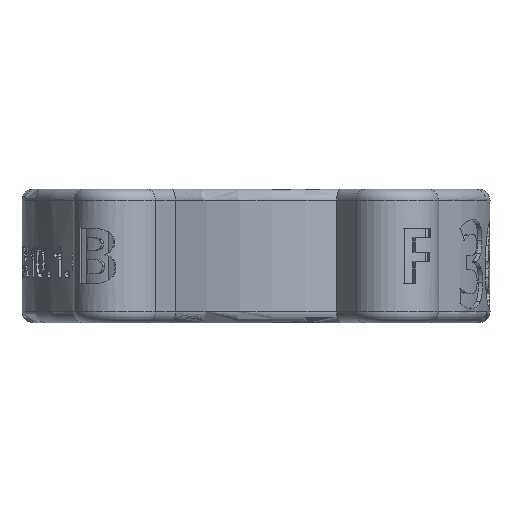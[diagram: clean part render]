
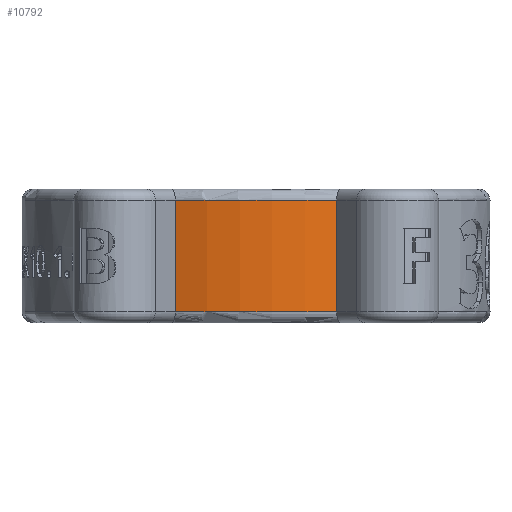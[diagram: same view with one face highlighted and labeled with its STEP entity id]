
A CAD part, front view. The second image highlights one B-rep face of the part: STEP entity #10792.
In plain terms, the highlighted cylindrical face has radius 21 mm (diameter 42 mm), a partial arc.
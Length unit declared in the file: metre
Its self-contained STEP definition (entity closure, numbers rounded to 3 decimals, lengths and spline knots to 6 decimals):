
#1201=LINE('',#15984,#1962);
#1202=LINE('',#15989,#1963);
#1962=VECTOR('',#12593,1.);
#1963=VECTOR('',#12596,1.);
#2725=CIRCLE('',#11597,0.021);
#2726=CIRCLE('',#11598,0.021);
#3346=ORIENTED_EDGE('',*,*,#6765,.F.);
#3347=ORIENTED_EDGE('',*,*,#6766,.T.);
#3348=ORIENTED_EDGE('',*,*,#6767,.T.);
#3349=ORIENTED_EDGE('',*,*,#6768,.T.);
#6765=EDGE_CURVE('',#8463,#8464,#1201,.T.);
#6766=EDGE_CURVE('',#8463,#8465,#2725,.F.);
#6767=EDGE_CURVE('',#8465,#8466,#1202,.T.);
#6768=EDGE_CURVE('',#8466,#8464,#2726,.T.);
#8463=VERTEX_POINT('',#15985);
#8464=VERTEX_POINT('',#15986);
#8465=VERTEX_POINT('',#15988);
#8466=VERTEX_POINT('',#15990);
#9312=EDGE_LOOP('',(#3346,#3347,#3348,#3349));
#10002=FACE_BOUND('',#9312,.T.);
#10656=CYLINDRICAL_SURFACE('',#11596,0.021);
#10792=ADVANCED_FACE('',(#10002),#10656,.T.);
#11596=AXIS2_PLACEMENT_3D('',#15983,#12591,#12592);
#11597=AXIS2_PLACEMENT_3D('',#15987,#12594,#12595);
#11598=AXIS2_PLACEMENT_3D('',#15991,#12597,#12598);
#12591=DIRECTION('',(0.,0.,-1.));
#12592=DIRECTION('',(-1.,0.,0.));
#12593=DIRECTION('',(0.,0.,-1.));
#12594=DIRECTION('',(0.,0.,1.));
#12595=DIRECTION('',(1.,0.,0.));
#12596=DIRECTION('',(0.,0.,-1.));
#12597=DIRECTION('',(0.,0.,1.));
#12598=DIRECTION('',(1.,0.,0.));
#15983=CARTESIAN_POINT('',(0.,0.,0.005));
#15984=CARTESIAN_POINT('',(0.007226,-0.019718,0.005));
#15985=CARTESIAN_POINT('',(0.007226,-0.019718,0.005));
#15986=CARTESIAN_POINT('',(0.007226,-0.019718,-0.005));
#15987=CARTESIAN_POINT('',(0.,0.,0.005));
#15988=CARTESIAN_POINT('',(-0.007226,-0.019718,0.005));
#15989=CARTESIAN_POINT('',(-0.007226,-0.019718,0.005));
#15990=CARTESIAN_POINT('',(-0.007226,-0.019718,-0.005));
#15991=CARTESIAN_POINT('',(0.,0.,-0.005));
